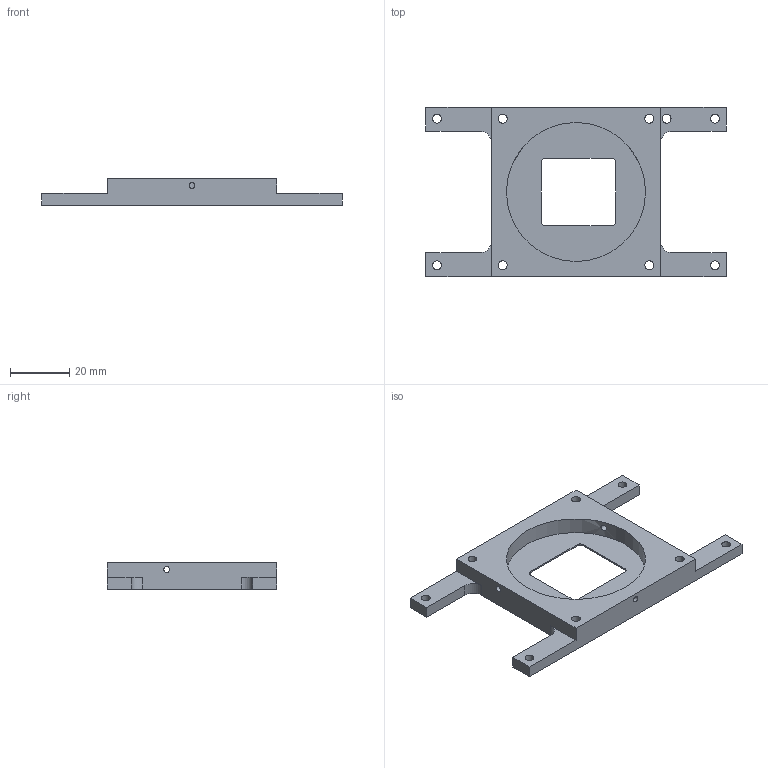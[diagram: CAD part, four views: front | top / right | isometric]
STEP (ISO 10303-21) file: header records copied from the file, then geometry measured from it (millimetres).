
FILE_DESCRIPTION(/* description */ (''),/* implementation_level */ '2;1');
FILE_NAME(/* name */ 'Skeleton-Emount.stp',/* time_stamp */ '2015-10-08T10:28:14+02:00',/* author */ ('spichelh'),/* organization */ (''),/* preprocessor_version */ 'ST-DEVELOPER v15.6',/* originating_system */ 'Autodesk Inventor 2015',/* authorisation */ '');
FILE_SCHEMA (('AUTOMOTIVE_DESIGN { 1 0 10303 214 3 1 1 }'));
Length unit declared in the file: millimetre
Products named in the file (3): Sensormount_CMV12000_CNC; footplate; SimpleDesignV2 - 02
Bounding box: 101.6 x 57.15 x 9 mm (x, y, z)
Volume: 17445.3 mm3; surface area: 11475.3 mm2
Topology: 1 solids, 1 shells, 93 faces, 267 edges, 178 vertices
Faces by surface type: plane 48, cylinder 45
Full cylindrical faces by diameter (mm): 2 x3, 3 x9, 47 x1
Entity records: 3702 total; most frequent: CARTESIAN_POINT 629, DIRECTION 534, ORIENTED_EDGE 508, EDGE_CURVE 254, AXIS2_PLACEMENT_3D 185, VERTEX_POINT 178, LINE 164, VECTOR 164
